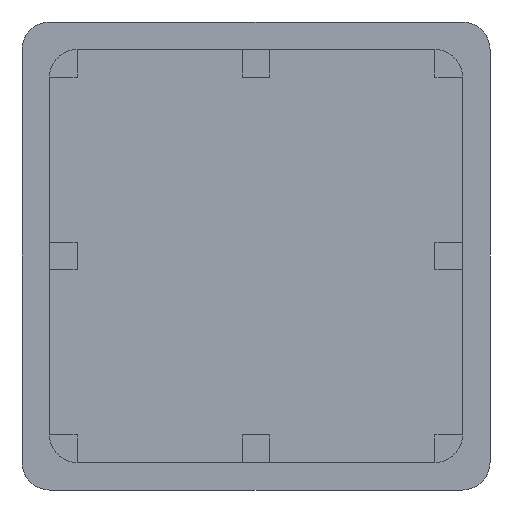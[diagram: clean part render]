
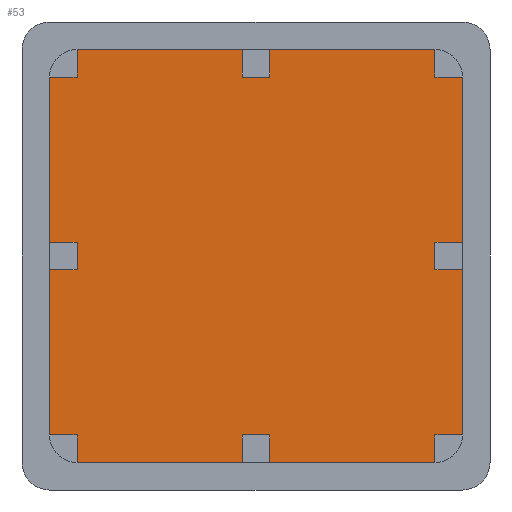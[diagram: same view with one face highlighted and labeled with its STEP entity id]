
A CAD part, left-side view. The second image highlights one B-rep face of the part: STEP entity #53.
In plain terms, the highlighted planar face has unit normal (-1, 0, 0).
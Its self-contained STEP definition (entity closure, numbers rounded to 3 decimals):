
#53=ADVANCED_FACE('',(#108),#110,.F.);
#108=FACE_BOUND('',#109,.T.);
#109=EDGE_LOOP('',(#495,#496,#497,#498,#499,#500,#501,#502,#503,#504,#505,#506,#507,
#508,#509,#510,#511,#512,#513,#514,#515,#516,#517,#518,#519,#520,#521,#522));
#110=PLANE('',#111);
#111=AXIS2_PLACEMENT_3D('',#112,#113,#114);
#112=CARTESIAN_POINT('',(60.,0.,0.));
#113=DIRECTION('',(1.,0.,0.));
#114=DIRECTION('',(0.,1.,0.));
#495=ORIENTED_EDGE('',*,*,#767,.F.);
#496=ORIENTED_EDGE('',*,*,#768,.T.);
#497=ORIENTED_EDGE('',*,*,#769,.F.);
#498=ORIENTED_EDGE('',*,*,#770,.F.);
#499=ORIENTED_EDGE('',*,*,#771,.F.);
#500=ORIENTED_EDGE('',*,*,#772,.T.);
#501=ORIENTED_EDGE('',*,*,#773,.F.);
#502=ORIENTED_EDGE('',*,*,#774,.F.);
#503=ORIENTED_EDGE('',*,*,#775,.T.);
#504=ORIENTED_EDGE('',*,*,#776,.F.);
#505=ORIENTED_EDGE('',*,*,#777,.F.);
#506=ORIENTED_EDGE('',*,*,#778,.F.);
#507=ORIENTED_EDGE('',*,*,#779,.T.);
#508=ORIENTED_EDGE('',*,*,#780,.F.);
#509=ORIENTED_EDGE('',*,*,#781,.F.);
#510=ORIENTED_EDGE('',*,*,#782,.T.);
#511=ORIENTED_EDGE('',*,*,#783,.F.);
#512=ORIENTED_EDGE('',*,*,#784,.F.);
#513=ORIENTED_EDGE('',*,*,#785,.F.);
#514=ORIENTED_EDGE('',*,*,#786,.T.);
#515=ORIENTED_EDGE('',*,*,#787,.F.);
#516=ORIENTED_EDGE('',*,*,#788,.F.);
#517=ORIENTED_EDGE('',*,*,#789,.T.);
#518=ORIENTED_EDGE('',*,*,#790,.F.);
#519=ORIENTED_EDGE('',*,*,#791,.F.);
#520=ORIENTED_EDGE('',*,*,#792,.F.);
#521=ORIENTED_EDGE('',*,*,#793,.T.);
#522=ORIENTED_EDGE('',*,*,#794,.F.);
#767=EDGE_CURVE('',#903,#904,#905,.F.);
#768=EDGE_CURVE('',#903,#906,#907,.T.);
#769=EDGE_CURVE('',#908,#906,#909,.F.);
#770=EDGE_CURVE('',#910,#908,#911,.F.);
#771=EDGE_CURVE('',#912,#910,#913,.F.);
#772=EDGE_CURVE('',#912,#914,#915,.T.);
#773=EDGE_CURVE('',#916,#914,#917,.F.);
#774=EDGE_CURVE('',#918,#916,#919,.F.);
#775=EDGE_CURVE('',#918,#920,#921,.T.);
#776=EDGE_CURVE('',#922,#920,#923,.F.);
#777=EDGE_CURVE('',#924,#922,#925,.F.);
#778=EDGE_CURVE('',#926,#924,#927,.F.);
#779=EDGE_CURVE('',#926,#928,#929,.T.);
#780=EDGE_CURVE('',#930,#928,#931,.F.);
#781=EDGE_CURVE('',#932,#930,#933,.F.);
#782=EDGE_CURVE('',#932,#934,#935,.T.);
#783=EDGE_CURVE('',#936,#934,#937,.F.);
#784=EDGE_CURVE('',#938,#936,#939,.F.);
#785=EDGE_CURVE('',#940,#938,#941,.F.);
#786=EDGE_CURVE('',#940,#942,#943,.T.);
#787=EDGE_CURVE('',#944,#942,#945,.F.);
#788=EDGE_CURVE('',#946,#944,#947,.F.);
#789=EDGE_CURVE('',#946,#948,#949,.T.);
#790=EDGE_CURVE('',#950,#948,#951,.F.);
#791=EDGE_CURVE('',#952,#950,#953,.F.);
#792=EDGE_CURVE('',#954,#952,#955,.F.);
#793=EDGE_CURVE('',#954,#956,#957,.T.);
#794=EDGE_CURVE('',#904,#956,#958,.F.);
#903=VERTEX_POINT('',#1123);
#904=VERTEX_POINT('',#1124);
#905=LINE('',#1125,#1126);
#906=VERTEX_POINT('',#1128);
#907=LINE('',#1129,#1130);
#908=VERTEX_POINT('',#1132);
#909=LINE('',#1133,#1134);
#910=VERTEX_POINT('',#1136);
#911=LINE('',#1137,#1138);
#912=VERTEX_POINT('',#1140);
#913=LINE('',#1141,#1142);
#914=VERTEX_POINT('',#1144);
#915=LINE('',#1145,#1146);
#916=VERTEX_POINT('',#1148);
#917=LINE('',#1149,#1150);
#918=VERTEX_POINT('',#1152);
#919=LINE('',#1153,#1154);
#920=VERTEX_POINT('',#1156);
#921=LINE('',#1157,#1158);
#922=VERTEX_POINT('',#1160);
#923=LINE('',#1161,#1162);
#924=VERTEX_POINT('',#1164);
#925=LINE('',#1165,#1166);
#926=VERTEX_POINT('',#1168);
#927=LINE('',#1169,#1170);
#928=VERTEX_POINT('',#1172);
#929=LINE('',#1173,#1174);
#930=VERTEX_POINT('',#1176);
#931=LINE('',#1177,#1178);
#932=VERTEX_POINT('',#1180);
#933=LINE('',#1181,#1182);
#934=VERTEX_POINT('',#1184);
#935=LINE('',#1185,#1186);
#936=VERTEX_POINT('',#1188);
#937=LINE('',#1189,#1190);
#938=VERTEX_POINT('',#1192);
#939=LINE('',#1193,#1194);
#940=VERTEX_POINT('',#1196);
#941=LINE('',#1197,#1198);
#942=VERTEX_POINT('',#1200);
#943=LINE('',#1201,#1202);
#944=VERTEX_POINT('',#1204);
#945=LINE('',#1205,#1206);
#946=VERTEX_POINT('',#1208);
#947=LINE('',#1209,#1210);
#948=VERTEX_POINT('',#1212);
#949=LINE('',#1213,#1214);
#950=VERTEX_POINT('',#1216);
#951=LINE('',#1217,#1218);
#952=VERTEX_POINT('',#1220);
#953=LINE('',#1221,#1222);
#954=VERTEX_POINT('',#1224);
#955=LINE('',#1225,#1226);
#956=VERTEX_POINT('',#1228);
#957=LINE('',#1229,#1230);
#958=LINE('',#1232,#1233);
#1123=CARTESIAN_POINT('',(60.,75.,65.));
#1124=CARTESIAN_POINT('',(60.,65.,65.));
#1125=CARTESIAN_POINT('',(60.,65.,65.));
#1126=VECTOR('',#1127,1.);
#1127=DIRECTION('',(0.,1.,0.));
#1128=CARTESIAN_POINT('',(60.,75.,5.));
#1129=CARTESIAN_POINT('',(60.,75.,65.));
#1130=VECTOR('',#1131,1.);
#1131=DIRECTION('',(0.,0.,-1.));
#1132=CARTESIAN_POINT('',(60.,65.,5.));
#1133=CARTESIAN_POINT('',(60.,75.,5.));
#1134=VECTOR('',#1135,1.);
#1135=DIRECTION('',(0.,-1.,0.));
#1136=CARTESIAN_POINT('',(60.,65.,-5.));
#1137=CARTESIAN_POINT('',(60.,65.,5.));
#1138=VECTOR('',#1139,1.);
#1139=DIRECTION('',(0.,0.,-1.));
#1140=CARTESIAN_POINT('',(60.,75.,-5.));
#1141=CARTESIAN_POINT('',(60.,65.,-5.));
#1142=VECTOR('',#1143,1.);
#1143=DIRECTION('',(0.,1.,0.));
#1144=CARTESIAN_POINT('',(60.,75.,-65.));
#1145=CARTESIAN_POINT('',(60.,75.,-5.));
#1146=VECTOR('',#1147,1.);
#1147=DIRECTION('',(0.,0.,-1.));
#1148=CARTESIAN_POINT('',(60.,65.,-65.));
#1149=CARTESIAN_POINT('',(60.,75.,-65.));
#1150=VECTOR('',#1151,1.);
#1151=DIRECTION('',(0.,-1.,0.));
#1152=CARTESIAN_POINT('',(60.,65.,-75.));
#1153=CARTESIAN_POINT('',(60.,65.,-65.));
#1154=VECTOR('',#1155,1.);
#1155=DIRECTION('',(0.,0.,-1.));
#1156=CARTESIAN_POINT('',(60.,5.,-75.));
#1157=CARTESIAN_POINT('',(60.,65.,-75.));
#1158=VECTOR('',#1159,1.);
#1159=DIRECTION('',(0.,-1.,0.));
#1160=CARTESIAN_POINT('',(60.,5.,-65.));
#1161=CARTESIAN_POINT('',(60.,5.,-75.));
#1162=VECTOR('',#1163,1.);
#1163=DIRECTION('',(0.,0.,1.));
#1164=CARTESIAN_POINT('',(60.,-5.,-65.));
#1165=CARTESIAN_POINT('',(60.,5.,-65.));
#1166=VECTOR('',#1167,1.);
#1167=DIRECTION('',(0.,-1.,0.));
#1168=CARTESIAN_POINT('',(60.,-5.,-75.));
#1169=CARTESIAN_POINT('',(60.,-5.,-65.));
#1170=VECTOR('',#1171,1.);
#1171=DIRECTION('',(0.,0.,-1.));
#1172=CARTESIAN_POINT('',(60.,-65.,-75.));
#1173=CARTESIAN_POINT('',(60.,-5.,-75.));
#1174=VECTOR('',#1175,1.);
#1175=DIRECTION('',(0.,-1.,0.));
#1176=CARTESIAN_POINT('',(60.,-65.,-65.));
#1177=CARTESIAN_POINT('',(60.,-65.,-75.));
#1178=VECTOR('',#1179,1.);
#1179=DIRECTION('',(0.,0.,1.));
#1180=CARTESIAN_POINT('',(60.,-75.,-65.));
#1181=CARTESIAN_POINT('',(60.,-65.,-65.));
#1182=VECTOR('',#1183,1.);
#1183=DIRECTION('',(0.,-1.,0.));
#1184=CARTESIAN_POINT('',(60.,-75.,-5.));
#1185=CARTESIAN_POINT('',(60.,-75.,-65.));
#1186=VECTOR('',#1187,1.);
#1187=DIRECTION('',(0.,0.,1.));
#1188=CARTESIAN_POINT('',(60.,-65.,-5.));
#1189=CARTESIAN_POINT('',(60.,-75.,-5.));
#1190=VECTOR('',#1191,1.);
#1191=DIRECTION('',(0.,1.,0.));
#1192=CARTESIAN_POINT('',(60.,-65.,5.));
#1193=CARTESIAN_POINT('',(60.,-65.,-5.));
#1194=VECTOR('',#1195,1.);
#1195=DIRECTION('',(0.,0.,1.));
#1196=CARTESIAN_POINT('',(60.,-75.,5.));
#1197=CARTESIAN_POINT('',(60.,-65.,5.));
#1198=VECTOR('',#1199,1.);
#1199=DIRECTION('',(0.,-1.,0.));
#1200=CARTESIAN_POINT('',(60.,-75.,65.));
#1201=CARTESIAN_POINT('',(60.,-75.,5.));
#1202=VECTOR('',#1203,1.);
#1203=DIRECTION('',(0.,0.,1.));
#1204=CARTESIAN_POINT('',(60.,-65.,65.));
#1205=CARTESIAN_POINT('',(60.,-75.,65.));
#1206=VECTOR('',#1207,1.);
#1207=DIRECTION('',(0.,1.,0.));
#1208=CARTESIAN_POINT('',(60.,-65.,75.));
#1209=CARTESIAN_POINT('',(60.,-65.,65.));
#1210=VECTOR('',#1211,1.);
#1211=DIRECTION('',(0.,0.,1.));
#1212=CARTESIAN_POINT('',(60.,-5.,75.));
#1213=CARTESIAN_POINT('',(60.,-65.,75.));
#1214=VECTOR('',#1215,1.);
#1215=DIRECTION('',(0.,1.,0.));
#1216=CARTESIAN_POINT('',(60.,-5.,65.));
#1217=CARTESIAN_POINT('',(60.,-5.,75.));
#1218=VECTOR('',#1219,1.);
#1219=DIRECTION('',(0.,0.,-1.));
#1220=CARTESIAN_POINT('',(60.,5.,65.));
#1221=CARTESIAN_POINT('',(60.,-5.,65.));
#1222=VECTOR('',#1223,1.);
#1223=DIRECTION('',(0.,1.,0.));
#1224=CARTESIAN_POINT('',(60.,5.,75.));
#1225=CARTESIAN_POINT('',(60.,5.,65.));
#1226=VECTOR('',#1227,1.);
#1227=DIRECTION('',(0.,0.,1.));
#1228=CARTESIAN_POINT('',(60.,65.,75.));
#1229=CARTESIAN_POINT('',(60.,5.,75.));
#1230=VECTOR('',#1231,1.);
#1231=DIRECTION('',(0.,1.,0.));
#1232=CARTESIAN_POINT('',(60.,65.,75.));
#1233=VECTOR('',#1234,1.);
#1234=DIRECTION('',(0.,0.,-1.));
